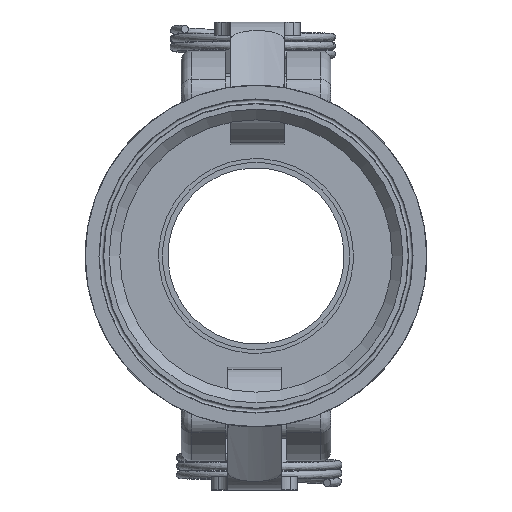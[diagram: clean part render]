
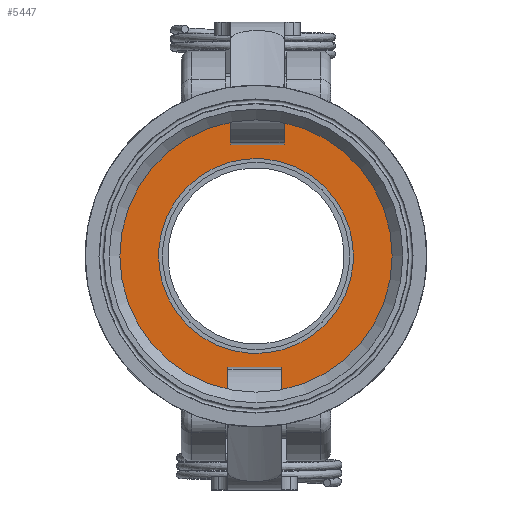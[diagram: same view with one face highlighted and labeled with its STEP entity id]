
A CAD part, left-side view. The second image highlights one B-rep face of the part: STEP entity #5447.
In plain terms, the highlighted planar face has unit normal (-1, 0, 0).
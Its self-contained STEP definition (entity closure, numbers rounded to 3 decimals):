
#100=FACE_BOUND('',#1789,.T.);
#1020=PLANE('',#5877);
#1180=CIRCLE('',#5872,18.25);
#1183=CIRCLE('',#5876,26.75);
#1502=FACE_OUTER_BOUND('',#1788,.T.);
#1788=EDGE_LOOP('',(#4146));
#1789=EDGE_LOOP('',(#4147));
#2330=VERTEX_POINT('',#10880);
#2333=VERTEX_POINT('',#10888);
#2999=EDGE_CURVE('',#2330,#2330,#1180,.T.);
#3004=EDGE_CURVE('',#2333,#2333,#1183,.T.);
#4146=ORIENTED_EDGE('',*,*,#3004,.T.);
#4147=ORIENTED_EDGE('',*,*,#2999,.T.);
#5447=ADVANCED_FACE('',(#1502,#100),#1020,.T.);
#5872=AXIS2_PLACEMENT_3D('',#10881,#6929,#6930);
#5876=AXIS2_PLACEMENT_3D('',#10890,#6939,#6940);
#5877=AXIS2_PLACEMENT_3D('',#10891,#6941,#6942);
#6929=DIRECTION('center_axis',(1.,0.,0.));
#6930=DIRECTION('ref_axis',(0.,-0.808,0.59));
#6939=DIRECTION('center_axis',(-1.,0.,0.));
#6940=DIRECTION('ref_axis',(0.,-0.808,0.59));
#6941=DIRECTION('center_axis',(-1.,0.,0.));
#6942=DIRECTION('ref_axis',(0.,0.59,0.808));
#10880=CARTESIAN_POINT('',(16.25,14.739,-10.762));
#10881=CARTESIAN_POINT('Origin',(16.25,0.,0.));
#10888=CARTESIAN_POINT('',(16.25,21.604,-15.774));
#10890=CARTESIAN_POINT('Origin',(16.25,0.,0.));
#10891=CARTESIAN_POINT('Origin',(16.25,0.,0.));
